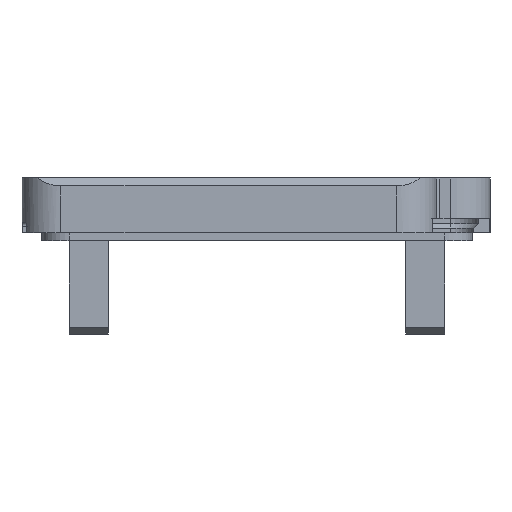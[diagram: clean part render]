
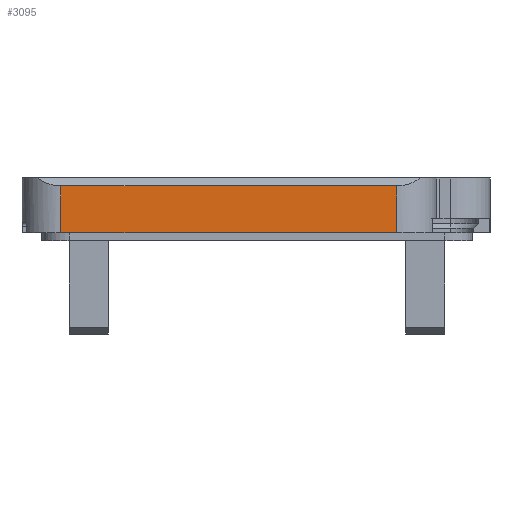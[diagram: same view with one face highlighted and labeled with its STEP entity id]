
A CAD part, front view. The second image highlights one B-rep face of the part: STEP entity #3095.
In plain terms, the highlighted planar face has unit normal (0, -1, 0).
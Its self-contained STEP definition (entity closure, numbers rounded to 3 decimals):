
#128=PLANE('',#3388);
#281=FACE_OUTER_BOUND('',#445,.T.);
#445=EDGE_LOOP('',(#2758,#2759,#2760,#2761));
#604=LINE('',#5023,#918);
#606=LINE('',#5043,#920);
#677=LINE('',#5257,#991);
#760=LINE('',#5469,#1074);
#918=VECTOR('',#3774,10.);
#920=VECTOR('',#3784,10.);
#991=VECTOR('',#3995,10.);
#1074=VECTOR('',#4224,10.);
#1393=VERTEX_POINT('',#5020);
#1394=VERTEX_POINT('',#5022);
#1398=VERTEX_POINT('',#5041);
#1454=VERTEX_POINT('',#5255);
#1734=EDGE_CURVE('',#1393,#1394,#604,.T.);
#1740=EDGE_CURVE('',#1398,#1393,#606,.T.);
#1840=EDGE_CURVE('',#1454,#1398,#677,.T.);
#1946=EDGE_CURVE('',#1454,#1394,#760,.T.);
#2758=ORIENTED_EDGE('',*,*,#1734,.F.);
#2759=ORIENTED_EDGE('',*,*,#1740,.F.);
#2760=ORIENTED_EDGE('',*,*,#1840,.F.);
#2761=ORIENTED_EDGE('',*,*,#1946,.T.);
#3095=ADVANCED_FACE('',(#281),#128,.T.);
#3388=AXIS2_PLACEMENT_3D('',#5468,#4222,#4223);
#3774=DIRECTION('',(1.,0.,0.));
#3784=DIRECTION('',(0.,0.,1.));
#3995=DIRECTION('',(-1.,0.,0.));
#4222=DIRECTION('center_axis',(0.,-1.,0.));
#4223=DIRECTION('ref_axis',(0.,0.,
-1.));
#4224=DIRECTION('',(0.,0.,1.));
#5020=CARTESIAN_POINT('',(-0.088,-62.939,-20.75));
#5022=CARTESIAN_POINT('',(42.867,-62.939,-20.75));
#5023=CARTESIAN_POINT('',(-0.044,-62.939,-20.75));
#5041=CARTESIAN_POINT('',(-0.088,-62.939,-26.75));
#5043=CARTESIAN_POINT('',(-0.088,-62.939,-19.75));
#5255=CARTESIAN_POINT('',(42.867,-62.939,-26.75));
#5257=CARTESIAN_POINT('',(42.867,-62.939,-26.75));
#5468=CARTESIAN_POINT('Origin',(-0.088,-62.939,-19.75));
#5469=CARTESIAN_POINT('',(42.867,-62.939,-19.75));
